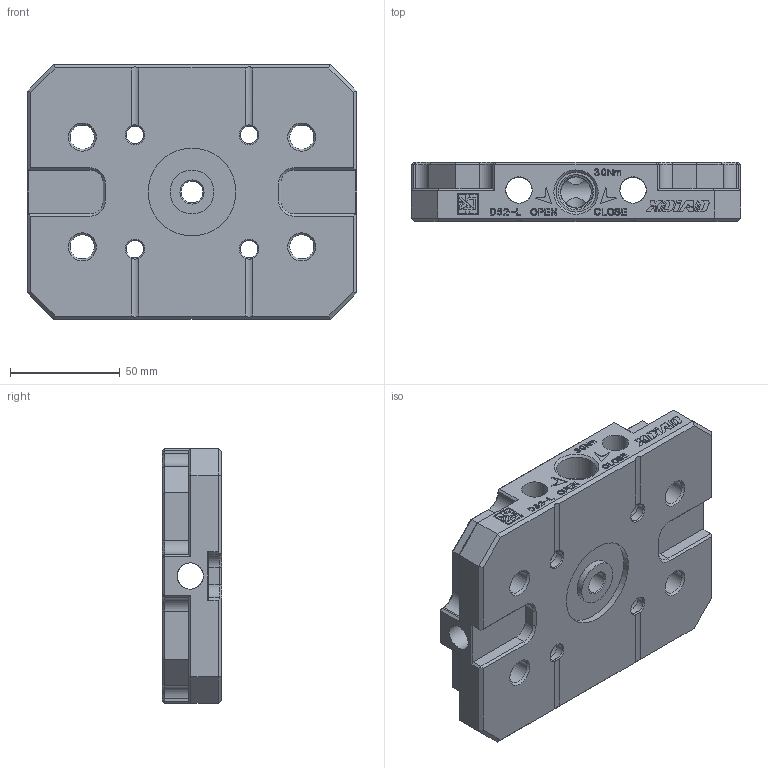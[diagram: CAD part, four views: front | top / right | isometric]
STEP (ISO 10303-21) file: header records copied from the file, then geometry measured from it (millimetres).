
FILE_DESCRIPTION(/* description */ (''),/* implementation_level */ '2;1');
FILE_NAME(/* name */ '',/* time_stamp */ '2025-03-31T18:26:47+08:00',/* author */ (''),/* organization */ (''),/* preprocessor_version */ 'ST-DEVELOPER v11',/* originating_system */ 'SIEMENS PLM Software NX 7.0',/* authorisation */ '');
FILE_SCHEMA (('CONFIG_CONTROL_DESIGN'));
Length unit declared in the file: millimetre
Products named in the file (1): Admi736Emrta
Bounding box: 150 x 27 x 116 mm (x, y, z)
Volume: 336208.4 mm3; surface area: 69716 mm2
Topology: 1 solids, 1 shells, 642 faces, 1696 edges, 1093 vertices
Faces by surface type: plane 450, cylinder 92, cone 40, extrusion 32, bspline 20, torus 8
Full cylindrical faces by diameter (mm): 4.2 x4, 8 x4, 10 x1, 11 x5, 12 x11, 14 x10, 15 x4, 15.5 x4, 15.7 x4, 16 x4, 18 x8, 18.2 x1, 20 x1, 40 x1
Entity records: 24615 total; most frequent: CARTESIAN_POINT 9794, ORIENTED_EDGE 3054, DIRECTION 2725, EDGE_CURVE 1527, VECTOR 1209, LINE 1177, VERTEX_POINT 1031, EDGE_LOOP 802
